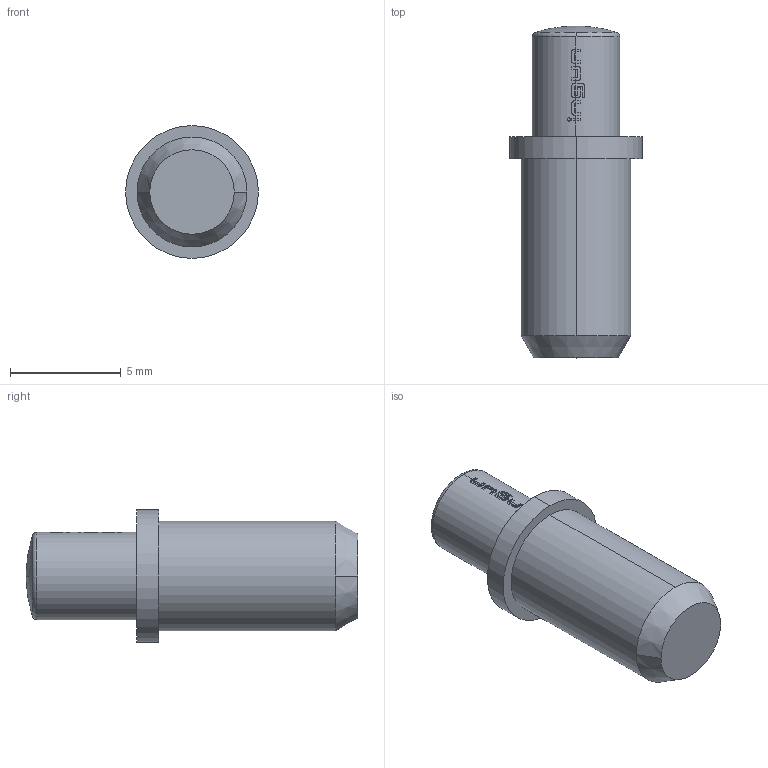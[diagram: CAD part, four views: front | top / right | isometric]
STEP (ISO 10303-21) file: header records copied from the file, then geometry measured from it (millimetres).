
FILE_DESCRIPTION (( 'STEP AP203' ), '1' );
FILE_NAME ('INGUN_GKS-365_105_400_X_xx01_0.STEP', '2016-05-09T12:09:58', ( '' ), ( '' ), 'SwSTEP 2.0', 'SolidWorks 2014', '' );
FILE_SCHEMA (( 'CONFIG_CONTROL_DESIGN' ));
Length unit declared in the file: millimetre
Products named in the file (2): INGUN_GKS-365_105_400_X_xx01_0
Bounding box: 6 x 15 x 6 mm (x, y, z)
Volume: 257.9 mm3; surface area: 266.7 mm2
Topology: 1 solids, 1 shells, 96 faces, 272 edges, 181 vertices
Faces by surface type: plane 43, cylinder 25, bspline 22, torus 2, sphere 2, cone 2
Entity records: 3565 total; most frequent: CARTESIAN_POINT 1051, ORIENTED_EDGE 544, DIRECTION 438, EDGE_CURVE 272, VERTEX_POINT 181, AXIS2_PLACEMENT_3D 176, CIRCLE 100, EDGE_LOOP 99
